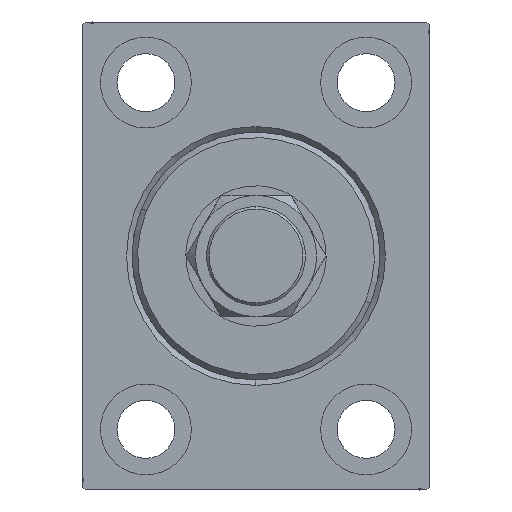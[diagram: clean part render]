
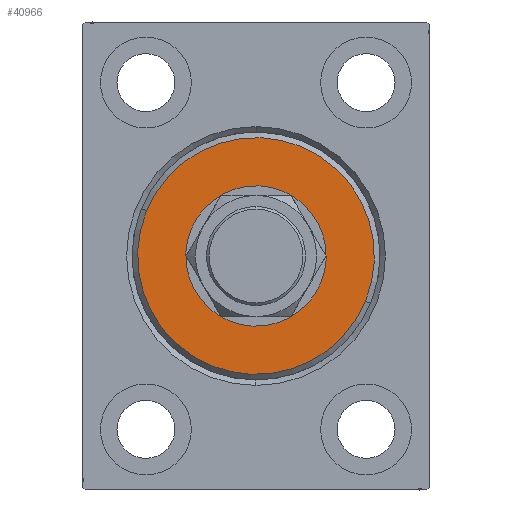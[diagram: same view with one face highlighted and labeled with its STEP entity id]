
A CAD part, left-side view. The second image highlights one B-rep face of the part: STEP entity #40966.
In plain terms, the highlighted face is planar.
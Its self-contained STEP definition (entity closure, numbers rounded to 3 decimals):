
#1270 = DIRECTION ( 'NONE',  ( 0., 0., -1. ) ) ;
#1977 = DIRECTION ( 'NONE',  ( 0., 0., -1. ) ) ;
#2372 = EDGE_LOOP ( 'NONE', ( #38079, #26773 ) ) ;
#2482 = VERTEX_POINT ( 'NONE', #8492 ) ;
#4338 = AXIS2_PLACEMENT_3D ( 'NONE', #22417, #23329, #1977 ) ;
#6037 = EDGE_LOOP ( 'NONE', ( #30034, #19947 ) ) ;
#6477 = DIRECTION ( 'NONE',  ( 1., 0., 0. ) ) ;
#6829 = EDGE_CURVE ( 'NONE', #16168, #2482, #13622, .T. ) ;
#8142 = DIRECTION ( 'NONE',  ( 1., 0., 0. ) ) ;
#8186 = AXIS2_PLACEMENT_3D ( 'NONE', #34504, #6477, #23720 ) ;
#8260 = EDGE_CURVE ( 'NONE', #40255, #33092, #14426, .T. ) ;
#8492 = CARTESIAN_POINT ( 'NONE',  ( 3., 0., 21.5 ) ) ;
#12514 = PLANE ( 'NONE',  #32584 ) ;
#13310 = CIRCLE ( 'NONE', #8186, 21.5 ) ;
#13622 = CIRCLE ( 'NONE', #20977, 21.5 ) ;
#14426 = CIRCLE ( 'NONE', #27599, 12.75 ) ;
#14487 = CARTESIAN_POINT ( 'NONE',  ( 3., 0., 12.75 ) ) ;
#16168 = VERTEX_POINT ( 'NONE', #16565 ) ;
#16565 = CARTESIAN_POINT ( 'NONE',  ( 3., 0., -21.5 ) ) ;
#19947 = ORIENTED_EDGE ( 'NONE', *, *, #21471, .T. ) ;
#20977 = AXIS2_PLACEMENT_3D ( 'NONE', #30646, #27197, #44864 ) ;
#21471 = EDGE_CURVE ( 'NONE', #33092, #40255, #42466, .T. ) ;
#22417 = CARTESIAN_POINT ( 'NONE',  ( 3., 0., 0. ) ) ;
#23329 = DIRECTION ( 'NONE',  ( -1., 0., 0. ) ) ;
#23720 = DIRECTION ( 'NONE',  ( 0., 0., -1. ) ) ;
#25393 = FACE_BOUND ( 'NONE', #6037, .T. ) ;
#25699 = DIRECTION ( 'NONE',  ( -1., 0., 0. ) ) ;
#26773 = ORIENTED_EDGE ( 'NONE', *, *, #6829, .T. ) ;
#27197 = DIRECTION ( 'NONE',  ( 1., 0., 0. ) ) ;
#27599 = AXIS2_PLACEMENT_3D ( 'NONE', #43140, #25699, #30064 ) ;
#28835 = FACE_OUTER_BOUND ( 'NONE', #2372, .T. ) ;
#29353 = EDGE_CURVE ( 'NONE', #2482, #16168, #13310, .T. ) ;
#30034 = ORIENTED_EDGE ( 'NONE', *, *, #8260, .T. ) ;
#30064 = DIRECTION ( 'NONE',  ( 0., 0., -1. ) ) ;
#30646 = CARTESIAN_POINT ( 'NONE',  ( 3., 0., 0. ) ) ;
#32584 = AXIS2_PLACEMENT_3D ( 'NONE', #36639, #8142, #1270 ) ;
#33092 = VERTEX_POINT ( 'NONE', #39617 ) ;
#34504 = CARTESIAN_POINT ( 'NONE',  ( 3., 0., 0. ) ) ;
#36639 = CARTESIAN_POINT ( 'NONE',  ( 3., 0., 0. ) ) ;
#38079 = ORIENTED_EDGE ( 'NONE', *, *, #29353, .T. ) ;
#39617 = CARTESIAN_POINT ( 'NONE',  ( 3., 0., -12.75 ) ) ;
#40255 = VERTEX_POINT ( 'NONE', #14487 ) ;
#40966 = ADVANCED_FACE ( 'NONE', ( #28835, #25393 ), #12514, .T. ) ;
#42466 = CIRCLE ( 'NONE', #4338, 12.75 ) ;
#43140 = CARTESIAN_POINT ( 'NONE',  ( 3., 0., 0. ) ) ;
#44864 = DIRECTION ( 'NONE',  ( 0., 0., -1. ) ) ;
